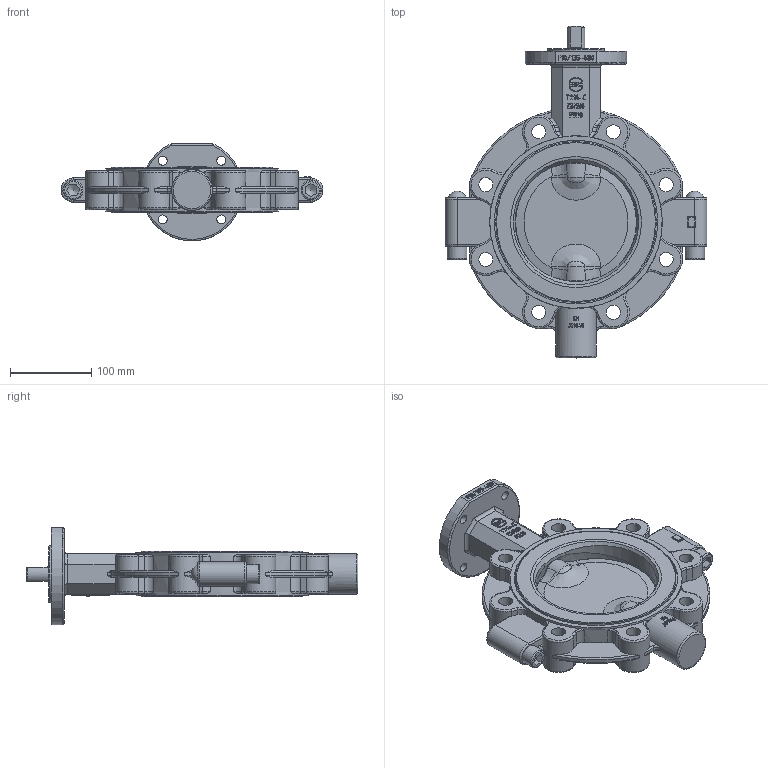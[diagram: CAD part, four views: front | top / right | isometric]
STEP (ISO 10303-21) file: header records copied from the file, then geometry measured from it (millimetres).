
FILE_DESCRIPTION((''),'2;1');
FILE_NAME('T214-C DN150.stp','2014-02-11T13:35:48',('hellwig'),(''),'Autodesk Inventor 2013','Autodesk Inventor 2013','');
FILE_SCHEMA(('AUTOMOTIVE_DESIGN { 1 0 10303 214 1 1 1 1 }'));
Length unit declared in the file: millimetre
Products named in the file (1): M17242_Shrinkwrap_1
Bounding box: 322 x 408 x 120.3 mm (x, y, z)
Volume: 2189649.2 mm3; surface area: 369036.6 mm2
Topology: 1 solids, 9 shells, 1227 faces, 3264 edges, 2115 vertices
Faces by surface type: bspline 435, plane 418, cylinder 224, torus 94, cone 46, sphere 10
Full cylindrical faces by diameter (mm): 3 x4, 3.2 x2, 4.134 x1, 11 x4, 12 x3, 13.835 x2, 16 x2, 16.5 x2, 17.294 x8, 22 x3, 23 x1, 24 x2, 25 x3, 27 x2, 27.2 x1, 30 x1, 38 x2, 50 x1, 69.9 x1, 156.5 x1, 158.5 x2, 197.5 x2, 201 x2, 212 x2
Entity records: 54405 total; most frequent: CARTESIAN_POINT 26157, ORIENTED_EDGE 6220, DIRECTION 4294, EDGE_CURVE 3110, VERTEX_POINT 2066, AXIS2_PLACEMENT_3D 1459, EDGE_LOOP 1438, VECTOR 1376
